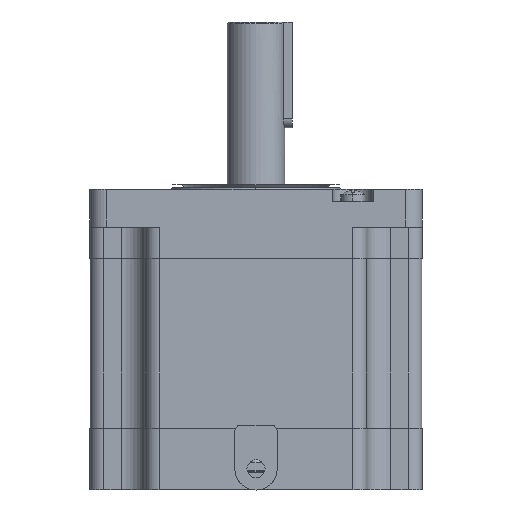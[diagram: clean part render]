
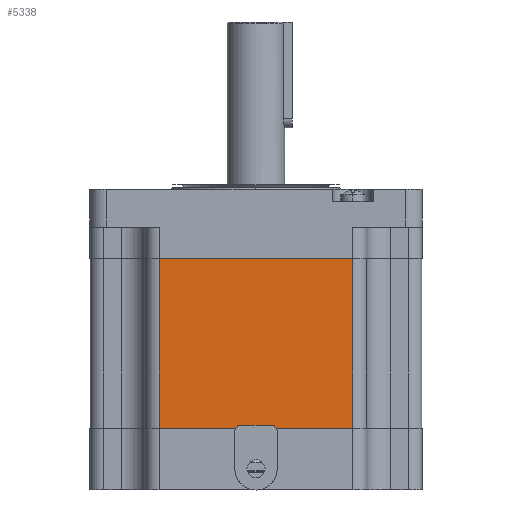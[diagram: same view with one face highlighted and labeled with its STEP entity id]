
A CAD part, front view. The second image highlights one B-rep face of the part: STEP entity #5338.
In plain terms, the highlighted planar face has unit normal (0, -1, 0).
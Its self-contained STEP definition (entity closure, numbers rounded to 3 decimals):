
#1521=DIRECTION('',(0.,0.,-1.));
#1522=VECTOR('',#1521,56.);
#1523=CARTESIAN_POINT('',(-32.02,-54.87,76.4));
#1524=LINE('',#1523,#1522);
#1534=DIRECTION('',(1.,0.,0.));
#1535=VECTOR('',#1534,64.04);
#1536=CARTESIAN_POINT('',(-32.02,-54.87,76.4));
#1537=LINE('',#1536,#1535);
#1538=DIRECTION('',(-1.,0.,0.));
#1539=VECTOR('',#1538,27.52);
#1540=CARTESIAN_POINT('',(32.02,-54.87,20.4));
#1541=LINE('',#1540,#1539);
#1542=DIRECTION('',(-1.,0.,0.));
#1543=VECTOR('',#1542,9.);
#1544=CARTESIAN_POINT('',(4.5,-54.87,20.4));
#1545=LINE('',#1544,#1543);
#1546=DIRECTION('',(-1.,0.,0.));
#1547=VECTOR('',#1546,27.52);
#1548=CARTESIAN_POINT('',(-4.5,-54.87,20.4));
#1549=LINE('',#1548,#1547);
#1564=DIRECTION('',(0.,0.,1.));
#1565=VECTOR('',#1564,56.);
#1566=CARTESIAN_POINT('',(32.02,-54.87,20.4));
#1567=LINE('',#1566,#1565);
#3213=CARTESIAN_POINT('',(32.02,-54.87,76.4));
#3214=VERTEX_POINT('',#3213);
#3215=CARTESIAN_POINT('',(-32.02,-54.87,76.4));
#3216=VERTEX_POINT('',#3215);
#3313=CARTESIAN_POINT('',(-32.02,-54.87,20.4));
#3314=VERTEX_POINT('',#3313);
#3315=CARTESIAN_POINT('',(32.02,-54.87,20.4));
#3316=VERTEX_POINT('',#3315);
#3317=CARTESIAN_POINT('',(4.5,-54.87,20.4));
#3318=VERTEX_POINT('',#3317);
#3319=CARTESIAN_POINT('',(-4.5,-54.87,20.4));
#3320=VERTEX_POINT('',#3319);
#5320=CARTESIAN_POINT('',(-36.52,-54.87,21.15));
#5321=DIRECTION('',(0.,-1.,0.));
#5322=DIRECTION('',(1.,0.,0.));
#5323=AXIS2_PLACEMENT_3D('',#5320,#5321,#5322);
#5324=PLANE('',#5323);
#5326=ORIENTED_EDGE('',*,*,#5325,.T.);
#5328=ORIENTED_EDGE('',*,*,#5327,.F.);
#5330=ORIENTED_EDGE('',*,*,#5329,.T.);
#5332=ORIENTED_EDGE('',*,*,#5331,.T.);
#5334=ORIENTED_EDGE('',*,*,#5333,.T.);
#5335=ORIENTED_EDGE('',*,*,#5312,.F.);
#5336=EDGE_LOOP('',(#5326,#5328,#5330,#5332,#5334,#5335));
#5337=FACE_OUTER_BOUND('',#5336,.F.);
#5338=ADVANCED_FACE('',(#5337),#5324,.T.);
#5312=EDGE_CURVE('',#3216,#3314,#1524,.T.);
#5325=EDGE_CURVE('',#3216,#3214,#1537,.T.);
#5327=EDGE_CURVE('',#3316,#3214,#1567,.T.);
#5329=EDGE_CURVE('',#3316,#3318,#1541,.T.);
#5331=EDGE_CURVE('',#3318,#3320,#1545,.T.);
#5333=EDGE_CURVE('',#3320,#3314,#1549,.T.);
